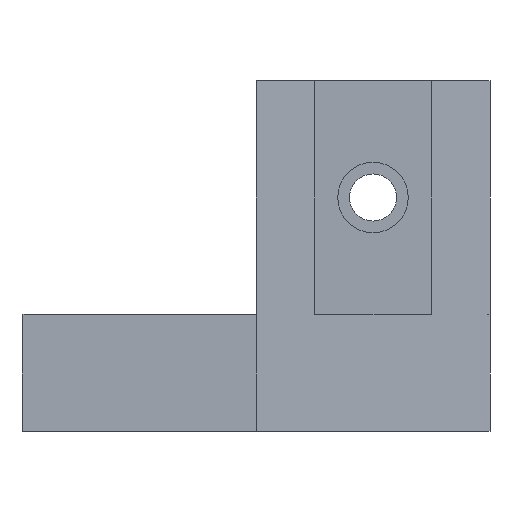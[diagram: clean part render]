
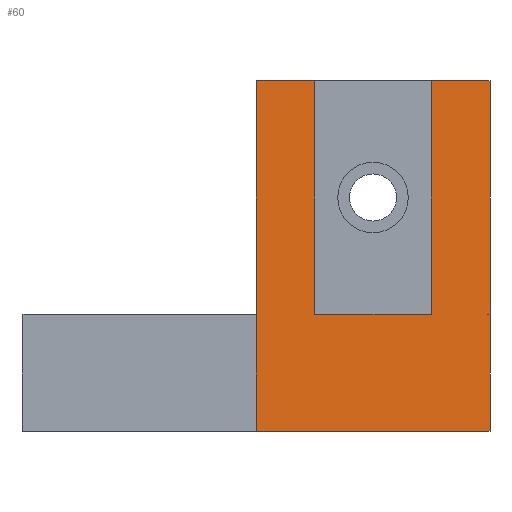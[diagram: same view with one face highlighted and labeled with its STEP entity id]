
A CAD part, left-side view. The second image highlights one B-rep face of the part: STEP entity #60.
In plain terms, the highlighted planar face has unit normal (-0.707, -0.707, 0).
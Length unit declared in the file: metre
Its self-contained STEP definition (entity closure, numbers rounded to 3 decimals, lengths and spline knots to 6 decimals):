
#60 = ADVANCED_FACE( '', ( #110 ), #111, .F. );
#110 = FACE_OUTER_BOUND( '', #176, .T. );
#111 = PLANE( '', #177 );
#176 = EDGE_LOOP( '', ( #313, #314, #315, #316, #317, #318, #319, #320, #321, #322 ) );
#177 = AXIS2_PLACEMENT_3D( '', #323, #324, #325 );
#313 = ORIENTED_EDGE( '', *, *, #419, .T. );
#314 = ORIENTED_EDGE( '', *, *, #429, .F. );
#315 = ORIENTED_EDGE( '', *, *, #404, .F. );
#316 = ORIENTED_EDGE( '', *, *, #392, .F. );
#317 = ORIENTED_EDGE( '', *, *, #395, .T. );
#318 = ORIENTED_EDGE( '', *, *, #430, .F. );
#319 = ORIENTED_EDGE( '', *, *, #399, .F. );
#320 = ORIENTED_EDGE( '', *, *, #389, .F. );
#321 = ORIENTED_EDGE( '', *, *, #401, .T. );
#322 = ORIENTED_EDGE( '', *, *, #431, .T. );
#323 = CARTESIAN_POINT( '', ( 0.058658, -0.011441, 0.01 ) );
#324 = DIRECTION( '', ( 0.707, 0.707, 0. ) );
#325 = DIRECTION( '', ( -0.707, 0.707, 0. ) );
#389 = EDGE_CURVE( '', #446, #448, #449, .T. );
#392 = EDGE_CURVE( '', #452, #444, #454, .T. );
#395 = EDGE_CURVE( '', #452, #457, #460, .T. );
#399 = EDGE_CURVE( '', #448, #464, #466, .T. );
#401 = EDGE_CURVE( '', #446, #468, #470, .T. );
#404 = EDGE_CURVE( '', #444, #472, #474, .T. );
#419 = EDGE_CURVE( '', #503, #501, #504, .T. );
#429 = EDGE_CURVE( '', #472, #501, #516, .T. );
#430 = EDGE_CURVE( '', #464, #457, #517, .T. );
#431 = EDGE_CURVE( '', #468, #503, #518, .T. );
#444 = VERTEX_POINT( '', #533 );
#446 = VERTEX_POINT( '', #536 );
#448 = VERTEX_POINT( '', #539 );
#449 = LINE( '', #540, #541 );
#452 = VERTEX_POINT( '', #545 );
#454 = LINE( '', #548, #549 );
#457 = VERTEX_POINT( '', #552 );
#460 = LINE( '', #556, #557 );
#464 = VERTEX_POINT( '', #562 );
#466 = LINE( '', #565, #566 );
#468 = VERTEX_POINT( '', #568 );
#470 = LINE( '', #571, #572 );
#472 = VERTEX_POINT( '', #575 );
#474 = LINE( '', #578, #579 );
#501 = VERTEX_POINT( '', #615 );
#503 = VERTEX_POINT( '', #618 );
#504 = LINE( '', #619, #620 );
#516 = LINE( '', #641, #642 );
#517 = LINE( '', #643, #644 );
#518 = LINE( '', #645, #646 );
#533 = CARTESIAN_POINT( '', ( 0.068658, -0.021441, 0.03 ) );
#536 = CARTESIAN_POINT( '', ( 0.048658, -0.001441, 0.03 ) );
#539 = CARTESIAN_POINT( '', ( 0.053658, -0.006441, 0.03 ) );
#540 = CARTESIAN_POINT( '', ( 0.058658, -0.011441, 0.03 ) );
#541 = VECTOR( '', #667, 1. );
#545 = CARTESIAN_POINT( '', ( 0.063658, -0.016441, 0.03 ) );
#548 = CARTESIAN_POINT( '', ( 0.058658, -0.011441, 0.03 ) );
#549 = VECTOR( '', #670, 1. );
#552 = CARTESIAN_POINT( '', ( 0.063658, -0.016441, 0.01 ) );
#556 = CARTESIAN_POINT( '', ( 0.063658, -0.016441, 0.03 ) );
#557 = VECTOR( '', #675, 1. );
#562 = CARTESIAN_POINT( '', ( 0.053658, -0.006441, 0.01 ) );
#565 = CARTESIAN_POINT( '', ( 0.053658, -0.006441, 0.03 ) );
#566 = VECTOR( '', #681, 1. );
#568 = CARTESIAN_POINT( '', ( 0.048658, -0.001441, 0.01 ) );
#571 = CARTESIAN_POINT( '', ( 0.048658, -0.001441, 0.03 ) );
#572 = VECTOR( '', #683, 1. );
#575 = CARTESIAN_POINT( '', ( 0.068658, -0.021441, 0.01 ) );
#578 = CARTESIAN_POINT( '', ( 0.068658, -0.021441, 0.03 ) );
#579 = VECTOR( '', #686, 1. );
#615 = CARTESIAN_POINT( '', ( 0.068658, -0.021441, 0. ) );
#618 = CARTESIAN_POINT( '', ( 0.048658, -0.001441, 0. ) );
#619 = CARTESIAN_POINT( '', ( 0.058658, -0.011441, 0. ) );
#620 = VECTOR( '', #709, 1. );
#641 = CARTESIAN_POINT( '', ( 0.068658, -0.021441, 0.01 ) );
#642 = VECTOR( '', #719, 1. );
#643 = CARTESIAN_POINT( '', ( 0.058658, -0.011441, 0.01 ) );
#644 = VECTOR( '', #720, 1. );
#645 = CARTESIAN_POINT( '', ( 0.048658, -0.001441, 0.01 ) );
#646 = VECTOR( '', #721, 1. );
#667 = DIRECTION( '', ( 0.707, -0.707, 0. ) );
#670 = DIRECTION( '', ( 0.707, -0.707, 0. ) );
#675 = DIRECTION( '', ( 0., 0., -1. ) );
#681 = DIRECTION( '', ( 0., 0., -1. ) );
#683 = DIRECTION( '', ( 0., 0., -1. ) );
#686 = DIRECTION( '', ( 0., 0., -1. ) );
#709 = DIRECTION( '', ( 0.707, -0.707, 0. ) );
#719 = DIRECTION( '', ( 0., 0., -1. ) );
#720 = DIRECTION( '', ( 0.707, -0.707, 0. ) );
#721 = DIRECTION( '', ( 0., 0., -1. ) );
